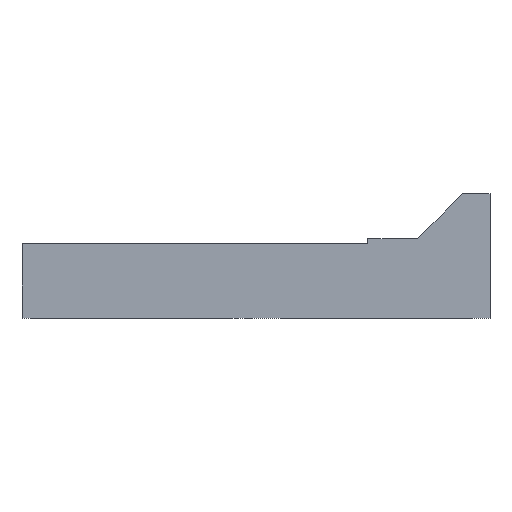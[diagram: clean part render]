
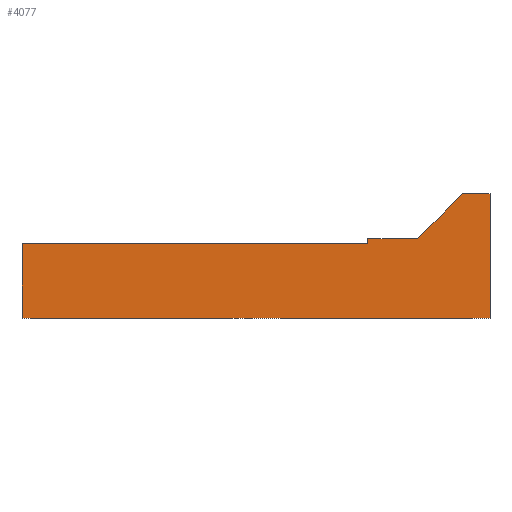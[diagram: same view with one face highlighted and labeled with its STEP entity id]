
A CAD part, left-side view. The second image highlights one B-rep face of the part: STEP entity #4077.
In plain terms, the highlighted planar face has unit normal (-1, 0, 0).
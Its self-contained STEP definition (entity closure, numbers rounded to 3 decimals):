
#390=FACE_OUTER_BOUND('',#630,.T.);
#630=EDGE_LOOP('',(#3630,#3631,#3632,#3633,#3634,#3635,#3636,#3637));
#697=LINE('',#5511,#1186);
#1121=LINE('',#6522,#1610);
#1127=LINE('',#6533,#1616);
#1135=LINE('',#6548,#1624);
#1139=LINE('',#6557,#1628);
#1142=LINE('',#6563,#1631);
#1143=LINE('',#6566,#1632);
#1144=LINE('',#6567,#1633);
#1186=VECTOR('',#4436,10.);
#1610=VECTOR('',#5374,10.);
#1616=VECTOR('',#5384,10.);
#1624=VECTOR('',#5400,10.);
#1628=VECTOR('',#5410,10.);
#1631=VECTOR('',#5415,10.);
#1632=VECTOR('',#5418,10.);
#1633=VECTOR('',#5419,10.);
#1668=VERTEX_POINT('',#5508);
#1669=VERTEX_POINT('',#5510);
#1999=VERTEX_POINT('',#6520);
#2002=VERTEX_POINT('',#6532);
#2004=VERTEX_POINT('',#6544);
#2007=VERTEX_POINT('',#6554);
#2008=VERTEX_POINT('',#6559);
#2010=VERTEX_POINT('',#6565);
#2050=EDGE_CURVE('',#1668,#1669,#697,.T.);
#2551=EDGE_CURVE('',#1999,#1668,#1121,.T.);
#2557=EDGE_CURVE('',#1669,#2002,#1127,.T.);
#2565=EDGE_CURVE('',#2002,#2004,#1135,.T.);
#2569=EDGE_CURVE('',#2007,#2004,#1139,.T.);
#2572=EDGE_CURVE('',#2007,#2008,#1142,.T.);
#2573=EDGE_CURVE('',#2010,#2008,#1143,.T.);
#2574=EDGE_CURVE('',#1999,#2010,#1144,.T.);
#3630=ORIENTED_EDGE('',*,*,#2573,.T.);
#3631=ORIENTED_EDGE('',*,*,#2572,.F.);
#3632=ORIENTED_EDGE('',*,*,#2569,.T.);
#3633=ORIENTED_EDGE('',*,*,#2565,.F.);
#3634=ORIENTED_EDGE('',*,*,#2557,.F.);
#3635=ORIENTED_EDGE('',*,*,#2050,.F.);
#3636=ORIENTED_EDGE('',*,*,#2551,.F.);
#3637=ORIENTED_EDGE('',*,*,#2574,.T.);
#3873=PLANE('',#4372);
#4077=ADVANCED_FACE('',(#390),#3873,.T.);
#4372=AXIS2_PLACEMENT_3D('',#6564,#5416,#5417);
#4436=DIRECTION('',(0.,-1.,0.));
#5374=DIRECTION('',(0.,0.,1.));
#5384=DIRECTION('',(0.,0.,1.));
#5400=DIRECTION('',(0.,-1.,0.));
#5410=DIRECTION('',(0.,0.707,-0.707));
#5415=DIRECTION('',(0.,-1.,0.));
#5416=DIRECTION('center_axis',(-1.,0.,0.));
#5417=DIRECTION('ref_axis',(0.,-1.,0.));
#5418=DIRECTION('',(0.,0.,1.));
#5419=DIRECTION('',(0.,-1.,0.));
#5508=CARTESIAN_POINT('',(0.,142.6,30.));
#5510=CARTESIAN_POINT('',(0.,4.,30.));
#5511=CARTESIAN_POINT('',(0.,142.6,30.));
#6520=CARTESIAN_POINT('',(0.,142.6,0.));
#6522=CARTESIAN_POINT('',(0.,142.6,0.));
#6532=CARTESIAN_POINT('',(0.,4.,32.));
#6533=CARTESIAN_POINT('',(0.,4.,0.));
#6544=CARTESIAN_POINT('',(0.,-16.,32.));
#6548=CARTESIAN_POINT('',(0.,142.6,32.));
#6554=CARTESIAN_POINT('',(0.,-34.,50.));
#6557=CARTESIAN_POINT('',(0.,-22.5,38.5));
#6559=CARTESIAN_POINT('',(0.,-45.,50.));
#6563=CARTESIAN_POINT('',(0.,-38.,50.));
#6564=CARTESIAN_POINT('Origin',(0.,-38.,0.));
#6565=CARTESIAN_POINT('',(0.,-45.,0.));
#6566=CARTESIAN_POINT('',(0.,-45.,0.));
#6567=CARTESIAN_POINT('',(0.,142.6,0.));
